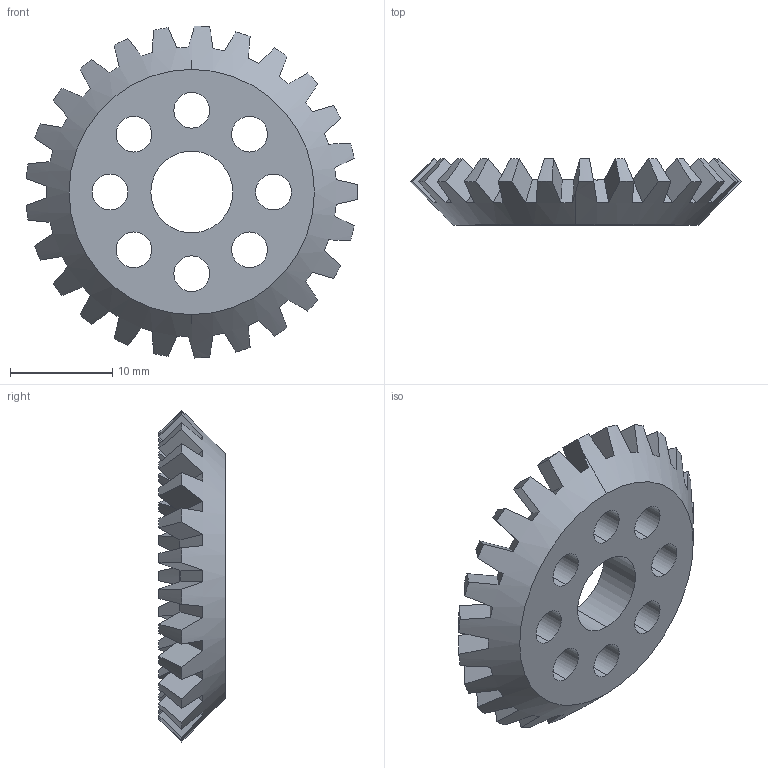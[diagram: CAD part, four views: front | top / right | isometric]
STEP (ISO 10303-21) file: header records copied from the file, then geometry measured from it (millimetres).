
FILE_DESCRIPTION (( 'STEP AP214' ), '1' );
FILE_NAME ('Final Bevel.STEP', '2020-01-24T03:46:37', ( '' ), ( '' ), 'SwSTEP 2.0', 'SolidWorks 2019', '' );
FILE_SCHEMA (( 'AUTOMOTIVE_DESIGN' ));
Length unit declared in the file: millimetre
Products named in the file (1): Final Bevel
Bounding box: 32.43 x 6.48 x 32.48 mm (x, y, z)
Volume: 2178.9 mm3; surface area: 2292.9 mm2
Topology: 1 solids, 1 shells, 124 faces, 366 edges, 244 vertices
Faces by surface type: plane 77, cone 29, cylinder 18
Entity records: 4414 total; most frequent: CARTESIAN_POINT 1347, ORIENTED_EDGE 732, DIRECTION 502, EDGE_CURVE 366, VERTEX_POINT 244, AXIS2_PLACEMENT_3D 215, B_SPLINE_CURVE_WITH_KNOTS 204, EDGE_LOOP 142
